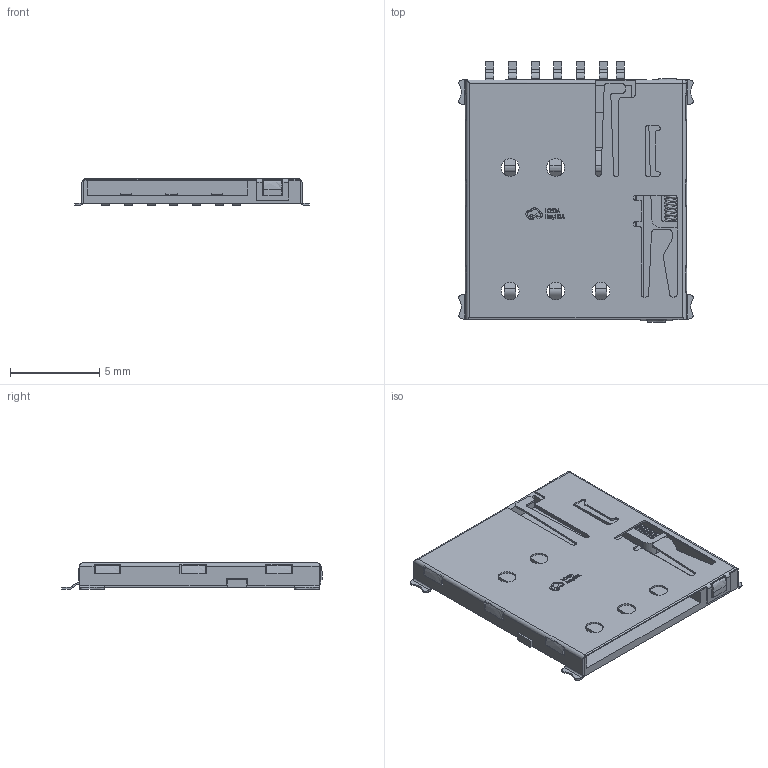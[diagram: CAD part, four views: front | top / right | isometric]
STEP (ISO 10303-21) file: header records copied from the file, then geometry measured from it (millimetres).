
FILE_DESCRIPTION (( 'STEP AP214' ), '1' );
FILE_NAME ('SIM-SMD_L13.5-W12.3-H1.4.step', '2022-07-12T15:23:45', ( '' ), ( '' ), 'SwSTEP 2.0', 'SolidWorks 2020', '' );
FILE_SCHEMA (( 'AUTOMOTIVE_DESIGN' ));
Length unit declared in the file: millimetre
Products named in the file (1): SIM-SMD_L13.5-W12.3-H1.4
Bounding box: 13.09 x 14.55 x 1.47 mm (x, y, z)
Volume: 99 mm3; surface area: 793.3 mm2
Topology: 1 solids, 1 shells, 864 faces, 2245 edges, 1416 vertices
Faces by surface type: plane 608, bspline 134, cylinder 121, sphere 1
Entity records: 44587 total; most frequent: CARTESIAN_POINT 15366, ORIENTED_EDGE 4486, DIRECTION 3685, EDGE_CURVE 2243, LINE 1675, VECTOR 1675, VERTEX_POINT 1414, AXIS2_PLACEMENT_3D 1005
